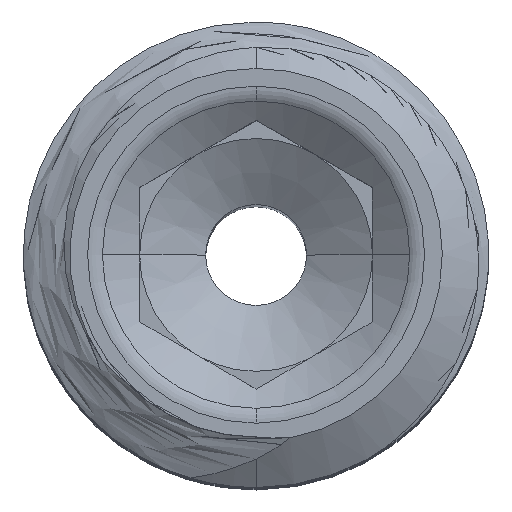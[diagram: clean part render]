
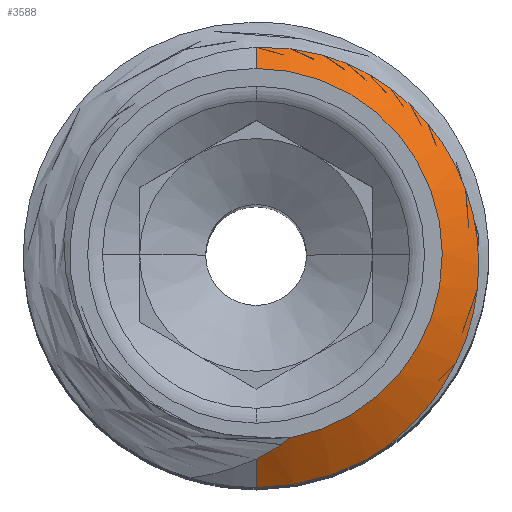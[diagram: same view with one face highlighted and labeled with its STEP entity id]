
A CAD part, top view. The second image highlights one B-rep face of the part: STEP entity #3588.
In plain terms, the highlighted conical face has half-angle 55 degrees and reference radius 3 mm.
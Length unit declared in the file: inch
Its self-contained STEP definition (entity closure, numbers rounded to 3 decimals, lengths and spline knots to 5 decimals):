
#30=DIRECTION ( 'NONE',  ( 0., -1., 0. ) ) ;
#42=DIRECTION ( 'NONE',  ( 0., 0., 1. ) ) ;
#59=DIRECTION ( 'NONE',  ( 0., 0.819, -0.574 ) ) ;
#95=DIRECTION ( 'NONE',  ( 0., 1., 0. ) ) ;
#177=VERTEX_POINT ( 'NONE', #971 ) ;
#190=CARTESIAN_POINT ( 'NONE',  ( 0.07677, -0.08923, 0.35844 ) ) ;
#314=DIRECTION ( 'NONE',  ( 0., 0., -1. ) ) ;
#507=ORIENTED_EDGE ( 'NONE', *, *, #3307, .T. ) ;
#554=CARTESIAN_POINT ( 'NONE',  ( 0.11311, -0.00695, 0.36119 ) ) ;
#610=CARTESIAN_POINT ( 'NONE',  ( 0.01224, 0.1057, 0.3664 ) ) ;
#651=AXIS2_PLACEMENT_3D ( 'NONE', #833, #42, #30 ) ;
#741=AXIS2_PLACEMENT_3D ( 'NONE', #833, #314, #95 ) ;
#785=CARTESIAN_POINT ( 'NONE',  ( 0.01725, -0.0929, 0.37426 ) ) ;
#816=LINE ( 'NONE', #1515, #3599 ) ;
#833=CARTESIAN_POINT ( 'NONE',  ( 0., 0., 0.35772 ) ) ;
#890=CARTESIAN_POINT ( 'NONE',  ( 0., 0.10516, 0.36678 ) ) ;
#918=CARTESIAN_POINT ( 'NONE',  ( 0.04227, 0.09865, 0.36539 ) ) ;
#971=CARTESIAN_POINT ( 'NONE',  ( 0., -0.10365, 0.36784 ) ) ;
#978=CONICAL_SURFACE ( 'NONE', #741, 0.11811, 0.96 ) ;
#1104=ORIENTED_EDGE ( 'NONE', *, *, #2380, .F. ) ;
#1260=CIRCLE ( 'NONE', #651, 0.11811 ) ;
#1281=CARTESIAN_POINT ( 'NONE',  ( 0.07398, 0.08005, 0.36421 ) ) ;
#1311=CARTESIAN_POINT ( 'NONE',  ( 0.05901, 0.09068, 0.36479 ) ) ;
#1497=EDGE_CURVE ( 'NONE', #3301, #2397, #2610, .T. ) ;
#1515=CARTESIAN_POINT ( 'NONE',  ( 0., -0.11811, 0.35772 ) ) ;
#1530=CARTESIAN_POINT ( 'NONE',  ( 0.05655, -0.10369, 0.35772 ) ) ;
#1606=CARTESIAN_POINT ( 'NONE',  ( 0.10576, 0.03522, 0.36248 ) ) ;
#1620=CARTESIAN_POINT ( 'NONE',  ( 0.1109, 0.0176, 0.36191 ) ) ;
#1633=CARTESIAN_POINT ( 'NONE',  ( 0.07861, 0.07589, 0.36403 ) ) ;
#1767=ORIENTED_EDGE ( 'NONE', *, *, #3178, .F. ) ;
#1854=CARTESIAN_POINT ( 'NONE',  ( 0.0062, -0.10076, 0.36987 ) ) ;
#1897=CARTESIAN_POINT ( 'NONE',  ( 0.11222, -0.01917, 0.36082 ) ) ;
#1929=EDGE_CURVE ( 'NONE', #2397, #2875, #1938, .T. ) ;
#1938=LINE ( 'NONE', #3340, #3297 ) ;
#1941=CARTESIAN_POINT ( 'NONE',  ( 0.06718, -0.0973, 0.35808 ) ) ;
#2103=CARTESIAN_POINT ( 'NONE',  ( 0., 0., 0.37426 ) ) ;
#2160=CARTESIAN_POINT ( 'NONE',  ( 0., 0.09449, 0.37426 ) ) ;
#2181=CARTESIAN_POINT ( 'NONE',  ( 0.11307, -0.00082, 0.36136 ) ) ;
#2212=CARTESIAN_POINT ( 'NONE',  ( 0.10651, -0.04314, 0.36007 ) ) ;
#2351=AXIS2_PLACEMENT_3D ( 'NONE', #2103, #42, #30 ) ;
#2380=EDGE_CURVE ( 'NONE', #177, #3301, #3614, .T. ) ;
#2397=VERTEX_POINT ( 'NONE', #2160 ) ;
#2406=EDGE_LOOP ( 'NONE', ( #1104, #2683, #507, #1767, #3735, #3088 ) ) ;
#2439=CARTESIAN_POINT ( 'NONE',  ( 0.10071, 0.04646, 0.36288 ) ) ;
#2448=CARTESIAN_POINT ( 'NONE',  ( 0.08707, 0.06691, 0.36365 ) ) ;
#2500=VERTEX_POINT ( 'NONE', #2607 ) ;
#2607=CARTESIAN_POINT ( 'NONE',  ( 0., -0.11811, 0.35772 ) ) ;
#2610=CIRCLE ( 'NONE', #2351, 0.09449 ) ;
#2612=B_SPLINE_CURVE_WITH_KNOTS ( 'NONE', 3, ( #890, #610, #3385, #918, #2961, #1311, #3192, #1281, #1633, #2448, #3616, #3407, #2439, #1606, #2946, #1620, #2696, #2181, #554, #1897, #3633, #3398, #2212, #3153, #2937, #190, #1941, #1530 ), .UNSPECIFIED., .F., .F., ( 4, 2, 2, 2, 2, 2, 2, 2, 2, 2, 2, 2, 2, 4 ), ( 0.0055, 0.00643, 0.0069, 0.00736, 0.00783, 0.0083, 0.00877, 0.00923, 0.0097, 0.01017, 0.01063, 0.0111, 0.01204, 0.01297 ), .UNSPECIFIED. ) ;
#2683=ORIENTED_EDGE ( 'NONE', *, *, #3076, .T. ) ;
#2696=CARTESIAN_POINT ( 'NONE',  ( 0.11197, 0.01146, 0.36172 ) ) ;
#2875=VERTEX_POINT ( 'NONE', #890 ) ;
#2922=CARTESIAN_POINT ( 'NONE',  ( 0.01198, -0.09716, 0.372 ) ) ;
#2937=CARTESIAN_POINT ( 'NONE',  ( 0.09284, -0.07077, 0.35913 ) ) ;
#2946=CARTESIAN_POINT ( 'NONE',  ( 0.10779, 0.02945, 0.36229 ) ) ;
#2961=CARTESIAN_POINT ( 'NONE',  ( 0.04803, 0.09631, 0.36519 ) ) ;
#3076=EDGE_CURVE ( 'NONE', #177, #2500, #816, .T. ) ;
#3088=ORIENTED_EDGE ( 'NONE', *, *, #1497, .F. ) ;
#3153=CARTESIAN_POINT ( 'NONE',  ( 0.09946, -0.06009, 0.3595 ) ) ;
#3178=EDGE_CURVE ( 'NONE', #2875, #3607, #2612, .T. ) ;
#3192=CARTESIAN_POINT ( 'NONE',  ( 0.0642, 0.08742, 0.36459 ) ) ;
#3205=FACE_OUTER_BOUND ( 'NONE', #2406, .T. ) ;
#3297=VECTOR ( 'NONE', #59, 39.37008 ) ;
#3301=VERTEX_POINT ( 'NONE', #785 ) ;
#3307=EDGE_CURVE ( 'NONE', #2500, #3607, #1260, .T. ) ;
#3340=CARTESIAN_POINT ( 'NONE',  ( 0., 0.11811, 0.35772 ) ) ;
#3353=DIRECTION ( 'NONE',  ( 0., -0.819, -0.574 ) ) ;
#3385=CARTESIAN_POINT ( 'NONE',  ( 0.02471, 0.1041, 0.36599 ) ) ;
#3398=CARTESIAN_POINT ( 'NONE',  ( 0.10841, -0.03732, 0.36025 ) ) ;
#3407=CARTESIAN_POINT ( 'NONE',  ( 0.09769, 0.05192, 0.36307 ) ) ;
#3588=ADVANCED_FACE ( 'NONE', ( #3205 ), #978, .T. ) ;
#3599=VECTOR ( 'NONE', #3353, 39.37008 ) ;
#3607=VERTEX_POINT ( 'NONE', #1530 ) ;
#3614=B_SPLINE_CURVE_WITH_KNOTS ( 'NONE', 3, ( #971, #1854, #2922, #785 ), .UNSPECIFIED., .F., .F., ( 4, 4 ), ( 0.00092, 0.00146 ), .UNSPECIFIED. ) ;
#3616=CARTESIAN_POINT ( 'NONE',  ( 0.09088, 0.06211, 0.36346 ) ) ;
#3633=CARTESIAN_POINT ( 'NONE',  ( 0.11127, -0.02532, 0.36063 ) ) ;
#3735=ORIENTED_EDGE ( 'NONE', *, *, #1929, .F. ) ;
